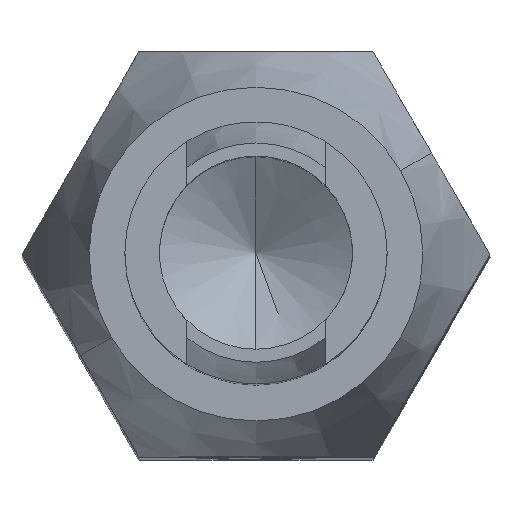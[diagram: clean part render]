
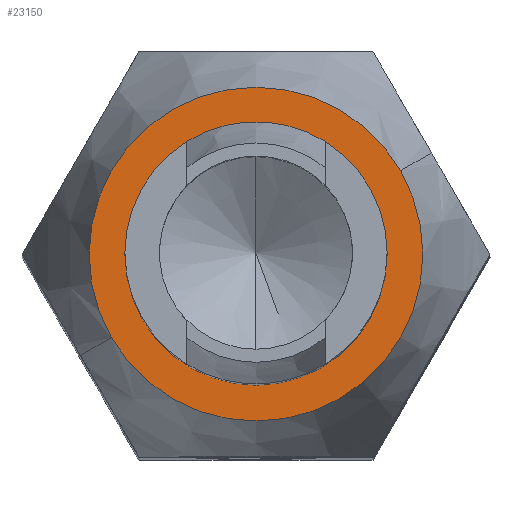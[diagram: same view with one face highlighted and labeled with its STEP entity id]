
A CAD part, top view. The second image highlights one B-rep face of the part: STEP entity #23150.
In plain terms, the highlighted planar face has unit normal (0, 0, 1).
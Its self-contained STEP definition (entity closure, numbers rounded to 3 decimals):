
#910=CARTESIAN_POINT('',(47.778,74.469,
-46.766));
#920=VERTEX_POINT('',#910);
#1440=CARTESIAN_POINT('',(38.658,80.62,
-46.766));
#1450=VERTEX_POINT('',#1440);
#1480=CARTESIAN_POINT('',(43.218,77.544,
-46.766));
#1490=DIRECTION('',(0.,0.,1.));
#1500=DIRECTION('',(-0.829,0.559,
0.));
#1510=AXIS2_PLACEMENT_3D('',#1480,#1490,#1500);
#1520=CIRCLE('',#1510,5.5);
#1530=CARTESIAN_POINT('',(45.455,82.569,
-46.766));
#1540=VERTEX_POINT('',#1530);
#1550=EDGE_CURVE('',#1540,#1450,#1520,.T.);
#1570=EDGE_CURVE('',#920,#1540,#1520,.T.);
#22850=CARTESIAN_POINT('',(24.073,80.205,
-46.766));
#22860=DIRECTION('',(0.,0.,-1.));
#22870=DIRECTION('',(-0.829,0.559,
0.));
#22880=AXIS2_PLACEMENT_3D('',#22850,#22860,#22870);
#22890=PLANE('',#22880);
#22900=ORIENTED_EDGE('',*,*,#1550,.F.);
#22910=EDGE_CURVE('',#1450,#920,#1520,.T.);
#22920=ORIENTED_EDGE('',*,*,#22910,.F.);
#22930=ORIENTED_EDGE('',*,*,#1570,.F.);
#22940=EDGE_LOOP('',(#22930,#22920,#22900));
#22950=FACE_BOUND('',#22940,.T.);
#22960=CARTESIAN_POINT('',(43.218,77.544,
-46.766));
#22970=DIRECTION('',(0.,0.,-1.));
#22980=DIRECTION('',(0.998,-0.07,
0.));
#22990=AXIS2_PLACEMENT_3D('',#22960,#22970,#22980);
#23000=CIRCLE('',#22990,7.);
#23010=CARTESIAN_POINT('',(42.73,70.561,
-46.766));
#23020=VERTEX_POINT('',#23010);
#23030=CARTESIAN_POINT('',(36.235,78.032,
-46.766));
#23040=VERTEX_POINT('',#23030);
#23050=EDGE_CURVE('',#23020,#23040,#23000,.T.);
#23060=ORIENTED_EDGE('',*,*,#23050,.F.);
#23070=CARTESIAN_POINT('',(50.201,77.056,
-46.766));
#23080=VERTEX_POINT('',#23070);
#23090=EDGE_CURVE('',#23040,#23080,#23000,.T.);
#23100=ORIENTED_EDGE('',*,*,#23090,.F.);
#23110=EDGE_CURVE('',#23080,#23020,#23000,.T.);
#23120=ORIENTED_EDGE('',*,*,#23110,.F.);
#23130=EDGE_LOOP('',(#23120,#23100,#23060));
#23140=FACE_OUTER_BOUND('',#23130,.T.);
#23150=ADVANCED_FACE('',(#22950,#23140),#22890,.F.);
